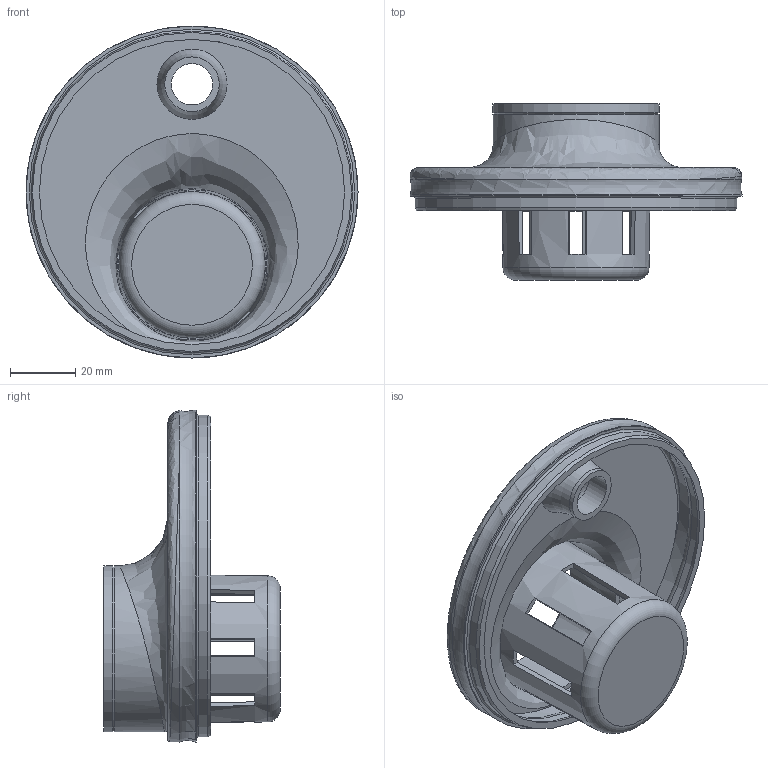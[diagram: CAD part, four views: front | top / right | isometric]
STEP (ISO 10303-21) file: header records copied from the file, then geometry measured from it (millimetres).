
FILE_DESCRIPTION(/* description */ (''),/* implementation_level */ '2;1');
FILE_NAME(/* name */ 'Can Planter 1.1.step',/* time_stamp */ '2020-06-22T12:28:28-04:00',/* author */ (''),/* organization */ (''),/* preprocessor_version */ 'ST-DEVELOPER v18.1',/* originating_system */ 'Autodesk Translation Framework v9.3.0.1241',/* authorisation */ '');
FILE_SCHEMA (('AUTOMOTIVE_DESIGN { 1 0 10303 214 3 1 1 }'));
Length unit declared in the file: inch
Products named in the file (1): Can Planter V2
Bounding box: 101.6 x 53.98 x 101.6 mm (x, y, z)
Volume: 36324.9 mm3; surface area: 42518.3 mm2
Topology: 2 solids, 2 shells, 72 faces, 185 edges, 120 vertices
Faces by surface type: plane 43, cylinder 11, torus 7, cone 6, bspline 5
Full cylindrical faces by diameter (mm): 12.7 x1, 16.7 x1, 46.8 x1, 47.8 x1, 50.8 x2, 94.415 x1, 97.6 x1, 98.415 x1, 101.6 x1
Entity records: 2940 total; most frequent: CARTESIAN_POINT 1082, DIRECTION 388, ORIENTED_EDGE 366, EDGE_CURVE 183, AXIS2_PLACEMENT_3D 153, VERTEX_POINT 120, EDGE_LOOP 97, CIRCLE 85
